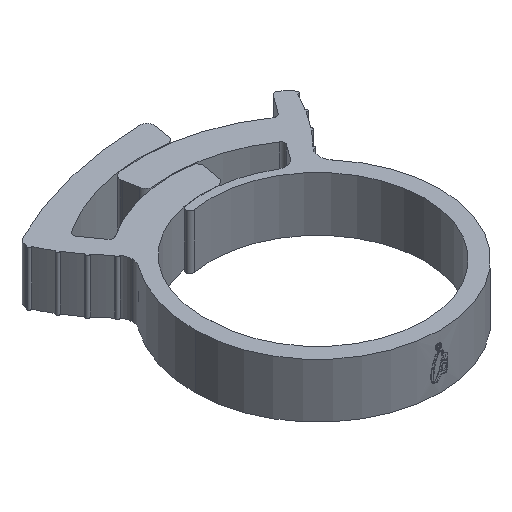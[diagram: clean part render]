
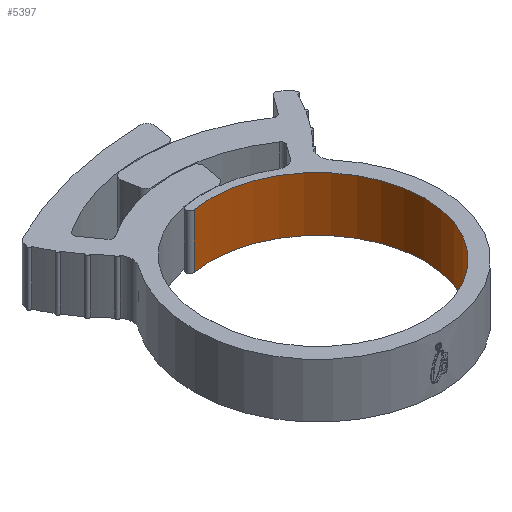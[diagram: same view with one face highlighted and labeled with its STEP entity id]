
A CAD part, isometric view. The second image highlights one B-rep face of the part: STEP entity #5397.
In plain terms, the highlighted cylindrical face has radius 14.1 mm (diameter 28.2 mm), a partial arc.
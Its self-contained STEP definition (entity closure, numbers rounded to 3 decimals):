
#853 = LINE ( 'NONE', #1453, #2837 ) ;
#869 = DIRECTION ( 'NONE',  ( 0., 0., -1. ) ) ;
#944 = DIRECTION ( 'NONE',  ( -1., 0., 0. ) ) ;
#1284 = ORIENTED_EDGE ( 'NONE', *, *, #6372, .F. ) ;
#1378 = ORIENTED_EDGE ( 'NONE', *, *, #3879, .T. ) ;
#1379 = VERTEX_POINT ( 'NONE', #3314 ) ;
#1453 = CARTESIAN_POINT ( 'NONE',  ( -14.1, 0., 3.6 ) ) ;
#1475 = CARTESIAN_POINT ( 'NONE',  ( 0., 0., 3.6 ) ) ;
#1525 = CARTESIAN_POINT ( 'NONE',  ( -2.45, 13.886, -3.6 ) ) ;
#1614 = DIRECTION ( 'NONE',  ( -1., 0., 0. ) ) ;
#1879 = EDGE_LOOP ( 'NONE', ( #3978, #1284, #1912, #1378 ) ) ;
#1912 = ORIENTED_EDGE ( 'NONE', *, *, #2514, .F. ) ;
#1931 = CARTESIAN_POINT ( 'NONE',  ( 0., 0., -3.6 ) ) ;
#2021 = LINE ( 'NONE', #2634, #4004 ) ;
#2480 = DIRECTION ( 'NONE',  ( 0., 0., -1. ) ) ;
#2514 = EDGE_CURVE ( 'NONE', #6171, #1379, #6012, .T. ) ;
#2634 = CARTESIAN_POINT ( 'NONE',  ( -2.45, 13.886, 3.6 ) ) ;
#2837 = VECTOR ( 'NONE', #5410, 1000. ) ;
#3062 = FACE_OUTER_BOUND ( 'NONE', #1879, .T. ) ;
#3269 = AXIS2_PLACEMENT_3D ( 'NONE', #1931, #2480, #5038 ) ;
#3314 = CARTESIAN_POINT ( 'NONE',  ( -14.1, 0., 3.6 ) ) ;
#3387 = VERTEX_POINT ( 'NONE', #4608 ) ;
#3691 = VERTEX_POINT ( 'NONE', #1525 ) ;
#3783 = CIRCLE ( 'NONE', #3269, 14.1 ) ;
#3879 = EDGE_CURVE ( 'NONE', #6171, #3691, #2021, .T. ) ;
#3978 = ORIENTED_EDGE ( 'NONE', *, *, #5280, .T. ) ;
#3992 = AXIS2_PLACEMENT_3D ( 'NONE', #1475, #869, #944 ) ;
#4004 = VECTOR ( 'NONE', #4095, 1000. ) ;
#4095 = DIRECTION ( 'NONE',  ( 0., 0., -1. ) ) ;
#4424 = AXIS2_PLACEMENT_3D ( 'NONE', #4599, #5571, #1614 ) ;
#4599 = CARTESIAN_POINT ( 'NONE',  ( 0., 0., 3.6 ) ) ;
#4608 = CARTESIAN_POINT ( 'NONE',  ( -14.1, 0., -3.6 ) ) ;
#5038 = DIRECTION ( 'NONE',  ( -1., 0., 0. ) ) ;
#5107 = CARTESIAN_POINT ( 'NONE',  ( -2.45, 13.886, 3.6 ) ) ;
#5280 = EDGE_CURVE ( 'NONE', #3691, #3387, #3783, .T. ) ;
#5397 = ADVANCED_FACE ( 'NONE', ( #3062 ), #6182, .F. ) ;
#5410 = DIRECTION ( 'NONE',  ( 0., 0., -1. ) ) ;
#5571 = DIRECTION ( 'NONE',  ( 0., 0., -1. ) ) ;
#6012 = CIRCLE ( 'NONE', #3992, 14.1 ) ;
#6171 = VERTEX_POINT ( 'NONE', #5107 ) ;
#6182 = CYLINDRICAL_SURFACE ( 'NONE', #4424, 14.1 ) ;
#6372 = EDGE_CURVE ( 'NONE', #1379, #3387, #853, .T. ) ;
